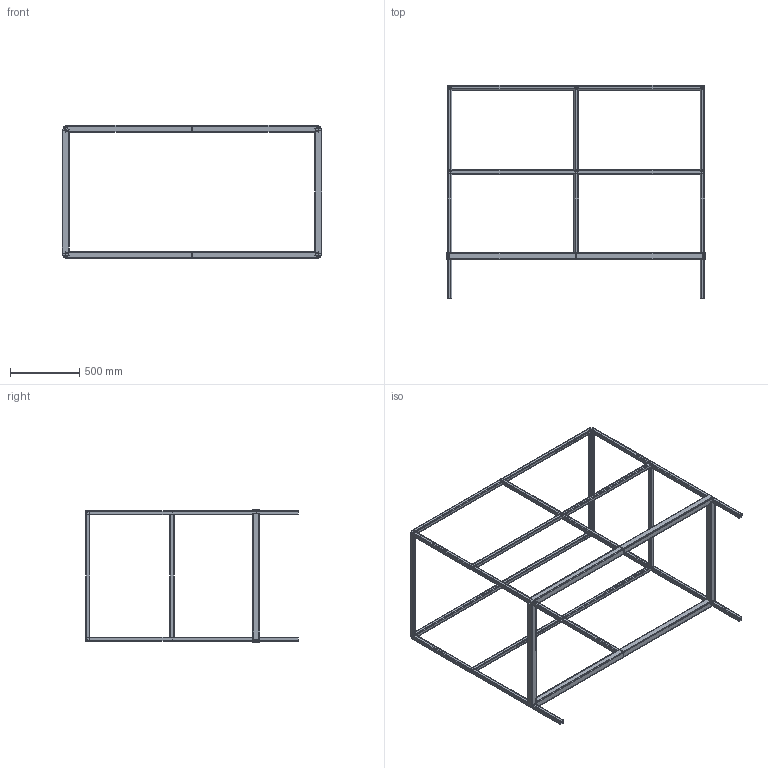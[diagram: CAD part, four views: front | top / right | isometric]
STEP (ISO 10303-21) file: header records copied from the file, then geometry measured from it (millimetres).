
FILE_DESCRIPTION(/* description */ (''),/* implementation_level */ '2;1');
FILE_NAME(/* name */ 'Assembly3.stp',/* time_stamp */ '2020-11-23T20:52:32+05:00',/* author */ ('USER'),/* organization */ (''),/* preprocessor_version */ 'ST-DEVELOPER v16.5',/* originating_system */ 'Autodesk Inventor 2017',/* authorisation */ '');
FILE_SCHEMA (('AUTOMOTIVE_DESIGN { 1 0 10303 214 3 1 1 }'));
Length unit declared in the file: inch
Products named in the file (35): Assembly3; Frame0001; Skeleton0001; AISC HSS - (1 1/4x1 1/4x1/8) - 35.886; AISC HSS - (1 1/4x1 1/4x1/8) - 36; AISC HSS - (1 1/4x1 1/4x1/8) - 35.958; AISC HSS - (1 1/4x1 1/4x1/8) - 35.958_1; AISC HSS - (1 1/4x1 1/4x1/8) - 36_1; AISC HSS - (1 1/4x1 1/4x1/8) - 35.886_1; AISC HSS - (1 1/4x1 1/4x1/8) - 24; AISC HSS - (1 1/4x1 1/4x1/8) - 24_1; AISC HSS - (1 1/4x1 1/4x1/8) - 24_2; AISC HSS - (1 1/4x1 1/4x1/8) - 24_3; AISC HSS - (1 1/4x1 1/4x1/8) - 35.958_2; AISC HSS - (1 1/4x1 1/4x1/8) - 35.958_3; AISC HSS - (1 1/4x1 1/4x1/8) - 35.886_2; AISC HSS - (1 1/4x1 1/4x1/8) - 35.886_3; AISC HSS - (1 1/4x1 1/4x1/8) - 24_4; AISC HSS - (1 1/4x1 1/4x1/8) - 24_5; AISC HSS - (1 1/4x1 1/4x1/8) - 24_6; AISC HSS - (1 1/4x1 1/4x1/8) - 24_7; AISC HSS - (1 1/4x1 1/4x1/8) - 24_8; AISC HSS - (1 1/4x1 1/4x1/8) - 24_9; AISC HSS - (1 1/4x1 1/4x1/8) - 24_10; AISC HSS - (1 1/4x1 1/4x1/8) - 36_2; AISC HSS - (1 1/4x1 1/4x1/8) - 12; AISC HSS - (1 1/4x1 1/4x1/8) - 12_1; AISC HSS - (1 1/4x1 1/4x1/8) - 12_2; AISC HSS - 2 x 2 x 1/8 - 35.886; AISC HSS - 2 x 2 x 1/8 - 35.886_1; AISC HSS - 2 x 2 x 1/8 - 36; AISC HSS - 2 x 2 x 1/8 - 35.958; AISC HSS - 2 x 2 x 1/8 - 35.958_1; AISC HSS - 2 x 2 x 1/8 - 35.881; AISC HSS - (1 1/4x1 1/4x1/8) - 36_3
Assembly tree (34 placements, depth 3):
  Assembly3
    Frame0001
      Skeleton0001
      AISC HSS - (1 1/4x1 1/4x1/8) - 35.886
      AISC HSS - (1 1/4x1 1/4x1/8) - 36
      AISC HSS - (1 1/4x1 1/4x1/8) - 35.958
      AISC HSS - (1 1/4x1 1/4x1/8) - 35.958_1
      AISC HSS - (1 1/4x1 1/4x1/8) - 36_1
      AISC HSS - (1 1/4x1 1/4x1/8) - 35.886_1
      AISC HSS - (1 1/4x1 1/4x1/8) - 24
      AISC HSS - (1 1/4x1 1/4x1/8) - 24_1
      AISC HSS - (1 1/4x1 1/4x1/8) - 24_2
      AISC HSS - (1 1/4x1 1/4x1/8) - 24_3
      AISC HSS - (1 1/4x1 1/4x1/8) - 35.958_2
      AISC HSS - (1 1/4x1 1/4x1/8) - 35.958_3
      AISC HSS - (1 1/4x1 1/4x1/8) - 35.886_2
      AISC HSS - (1 1/4x1 1/4x1/8) - 35.886_3
      AISC HSS - (1 1/4x1 1/4x1/8) - 24_4
      AISC HSS - (1 1/4x1 1/4x1/8) - 24_5
      AISC HSS - (1 1/4x1 1/4x1/8) - 24_6
      AISC HSS - (1 1/4x1 1/4x1/8) - 24_7
      AISC HSS - (1 1/4x1 1/4x1/8) - 24_8
      AISC HSS - (1 1/4x1 1/4x1/8) - 24_9
      AISC HSS - (1 1/4x1 1/4x1/8) - 24_10
      AISC HSS - (1 1/4x1 1/4x1/8) - 36_2
      AISC HSS - (1 1/4x1 1/4x1/8) - 12
      AISC HSS - (1 1/4x1 1/4x1/8) - 12_1
      AISC HSS - (1 1/4x1 1/4x1/8) - 12_2
      AISC HSS - 2 x 2 x 1/8 - 35.886
      AISC HSS - 2 x 2 x 1/8 - 35.886_1
      AISC HSS - 2 x 2 x 1/8 - 36
      AISC HSS - 2 x 2 x 1/8 - 35.958
      AISC HSS - 2 x 2 x 1/8 - 35.958_1
      AISC HSS - 2 x 2 x 1/8 - 35.881
      AISC HSS - (1 1/4x1 1/4x1/8) - 36_3
Bounding box: 1879.6 x 1539.88 x 965.2 mm (x, y, z)
Volume: 9428996.9 mm3; surface area: 5963993.2 mm2
Topology: 32 solids, 32 shells, 576 faces, 1536 edges, 1024 vertices
Faces by surface type: plane 320, cylinder 256
Entity records: 19141 total; most frequent: DIRECTION 3338, CARTESIAN_POINT 3205, ORIENTED_EDGE 3072, EDGE_CURVE 1536, AXIS2_PLACEMENT_3D 1157, LINE 1024, VECTOR 1024, VERTEX_POINT 1024
